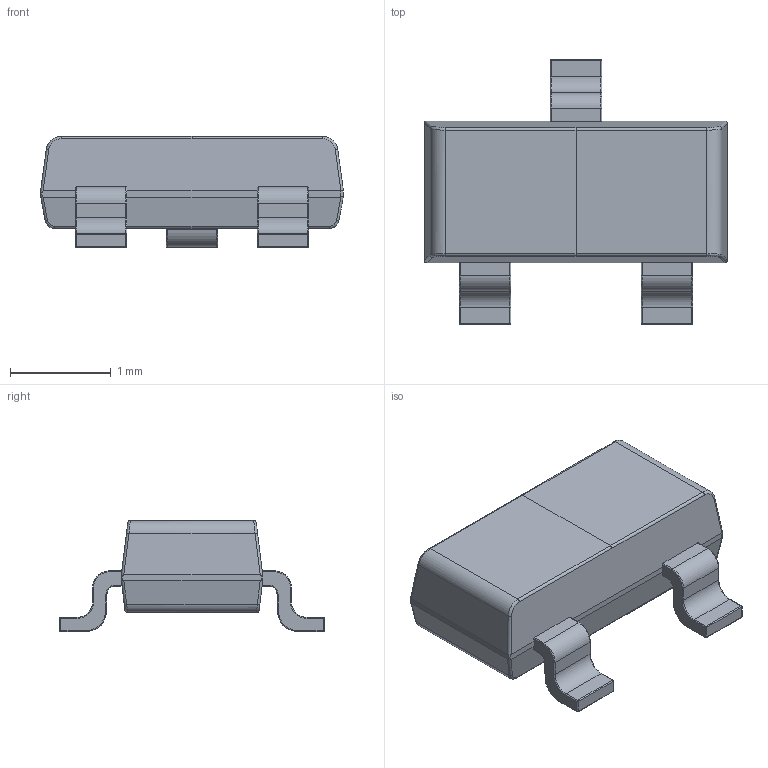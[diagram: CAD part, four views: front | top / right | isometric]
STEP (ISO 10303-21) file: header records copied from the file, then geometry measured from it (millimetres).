
FILE_DESCRIPTION(/* description */ (''),/* implementation_level */ '2;1');
FILE_NAME(/* name */ 'DMG2302UK-7 v4.step',/* time_stamp */ '2020-04-23T13:38:07-04:00',/* author */ (''),/* organization */ (''),/* preprocessor_version */ 'ST-DEVELOPER v18.1',/* originating_system */ 'Autodesk Translation Framework v9.2.0.1227',/* authorisation */ '');
FILE_SCHEMA (('AUTOMOTIVE_DESIGN { 1 0 10303 214 3 1 1 }'));
Length unit declared in the file: millimetre
Products named in the file (1): DMG2302UK-7
Bounding box: 3 x 2.62 x 1.1 mm (x, y, z)
Volume: 3.8 mm3; surface area: 18.6 mm2
Topology: 1 solids, 1 shells, 177 faces, 411 edges, 230 vertices
Faces by surface type: cylinder 80, plane 45, torus 24, bspline 16, sphere 12
Entity records: 5386 total; most frequent: CARTESIAN_POINT 1361, DIRECTION 887, ORIENTED_EDGE 810, EDGE_CURVE 405, AXIS2_PLACEMENT_3D 344, VERTEX_POINT 230, LINE 199, VECTOR 199
